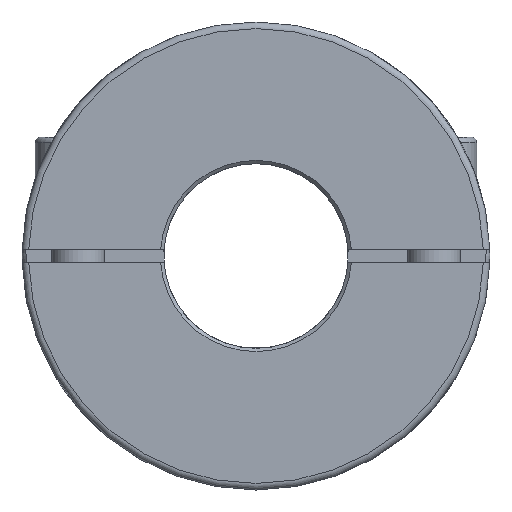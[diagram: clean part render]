
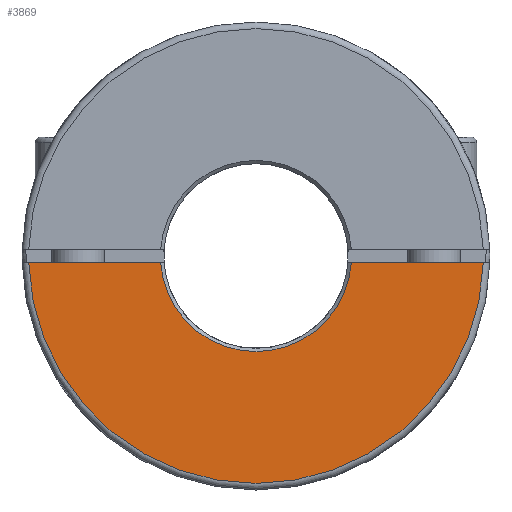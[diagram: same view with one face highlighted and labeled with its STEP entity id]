
A CAD part, left-side view. The second image highlights one B-rep face of the part: STEP entity #3869.
In plain terms, the highlighted planar face has unit normal (-1, 0, 0).
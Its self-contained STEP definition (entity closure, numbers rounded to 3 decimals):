
#20=LINE('',#5365,#148);
#24=LINE('',#5379,#152);
#148=VECTOR('',#4519,1000.);
#152=VECTOR('',#4527,1000.);
#326=PLANE('',#4107);
#560=ORIENTED_EDGE('',*,*,#1135,.T.);
#561=ORIENTED_EDGE('',*,*,#1123,.F.);
#562=ORIENTED_EDGE('',*,*,#1129,.T.);
#563=ORIENTED_EDGE('',*,*,#1143,.T.);
#1123=EDGE_CURVE('',#1435,#1433,#1673,.T.);
#1129=EDGE_CURVE('',#1435,#1441,#20,.T.);
#1135=EDGE_CURVE('',#1444,#1433,#24,.T.);
#1143=EDGE_CURVE('',#1441,#1444,#1681,.T.);
#1433=VERTEX_POINT('',#5344);
#1435=VERTEX_POINT('',#5351);
#1441=VERTEX_POINT('',#5366);
#1444=VERTEX_POINT('',#5380);
#1673=CIRCLE('',#4092,14.5);
#1681=CIRCLE('',#4108,34.5);
#1870=EDGE_LOOP('',(#560,#561,#562,#563));
#2188=FACE_BOUND('',#1870,.T.);
#3869=ADVANCED_FACE('',(#2188),#326,.T.);
#4092=AXIS2_PLACEMENT_3D('',#5352,#4505,#4506);
#4107=AXIS2_PLACEMENT_3D('',#5487,#4543,#4544);
#4108=AXIS2_PLACEMENT_3D('',#5488,#4545,#4546);
#4505=DIRECTION('',(-1.,0.,0.));
#4506=DIRECTION('',(0.,0.,-1.));
#4519=DIRECTION('',(0.,1.,0.));
#4527=DIRECTION('',(0.,1.,0.));
#4543=DIRECTION('',(-1.,0.,0.));
#4544=DIRECTION('',(0.,0.,-1.));
#4545=DIRECTION('',(-1.,0.,0.));
#4546=DIRECTION('',(0.,0.,-1.));
#5344=CARTESIAN_POINT('',(-22.609,-14.465,-1.));
#5351=CARTESIAN_POINT('',(-22.609,14.465,-1.));
#5352=CARTESIAN_POINT('',(-22.609,0.,0.));
#5365=CARTESIAN_POINT('',(-22.609,0.,-1.));
#5366=CARTESIAN_POINT('',(-22.609,34.486,-1.));
#5379=CARTESIAN_POINT('',(-22.609,0.,-1.));
#5380=CARTESIAN_POINT('',(-22.609,-34.486,-1.));
#5487=CARTESIAN_POINT('',(-22.609,0.,14.));
#5488=CARTESIAN_POINT('',(-22.609,0.,0.));
